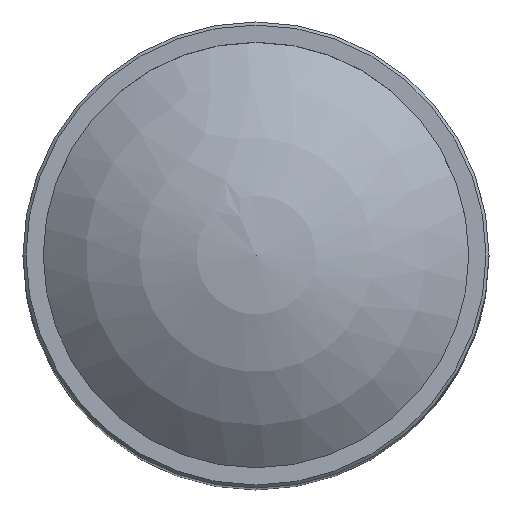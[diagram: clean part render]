
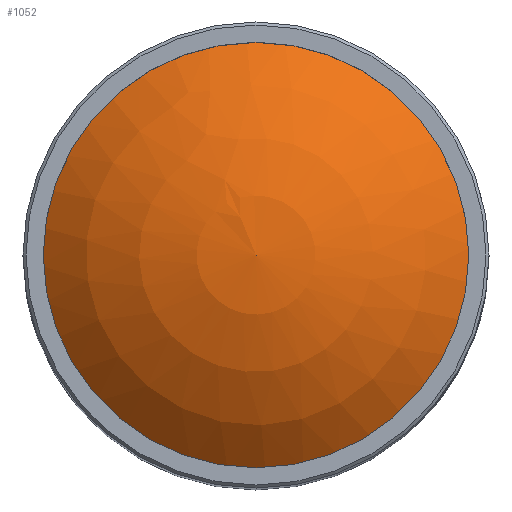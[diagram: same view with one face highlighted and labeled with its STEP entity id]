
A CAD part, top view. The second image highlights one B-rep face of the part: STEP entity #1052.
In plain terms, the highlighted spherical face has radius 31.209 mm.
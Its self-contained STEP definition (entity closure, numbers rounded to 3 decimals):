
#44 = EDGE_LOOP ( 'NONE', ( #234 ) ) ;
#62 = AXIS2_PLACEMENT_3D ( 'NONE', #389, #582, #331 ) ;
#132 = AXIS2_PLACEMENT_3D ( 'NONE', #661, #918, #1013 ) ;
#234 = ORIENTED_EDGE ( 'NONE', *, *, #339, .F. ) ;
#243 = CARTESIAN_POINT ( 'NONE',  ( 8.217, -19.816, -391. ) ) ;
#331 = DIRECTION ( 'NONE',  ( 0.383, -0.924, 0. ) ) ;
#339 = EDGE_CURVE ( 'NONE', #1024, #1024, #961, .T. ) ;
#389 = CARTESIAN_POINT ( 'NONE',  ( 0., 0., -391. ) ) ;
#577 = FACE_OUTER_BOUND ( 'NONE', #44, .T. ) ;
#582 = DIRECTION ( 'NONE',  ( 0., 0., -1. ) ) ;
#661 = CARTESIAN_POINT ( 'NONE',  ( 0., 0., -413.668 ) ) ;
#918 = DIRECTION ( 'NONE',  ( 0., 0., 1. ) ) ;
#924 = SPHERICAL_SURFACE ( 'NONE', #132, 31.21 ) ;
#961 = CIRCLE ( 'NONE', #62, 21.452 ) ;
#1013 = DIRECTION ( 'NONE',  ( -0.383, 0.924, 0. ) ) ;
#1024 = VERTEX_POINT ( 'NONE', #243 ) ;
#1052 = ADVANCED_FACE ( 'NONE', ( #577 ), #924, .T. ) ;
